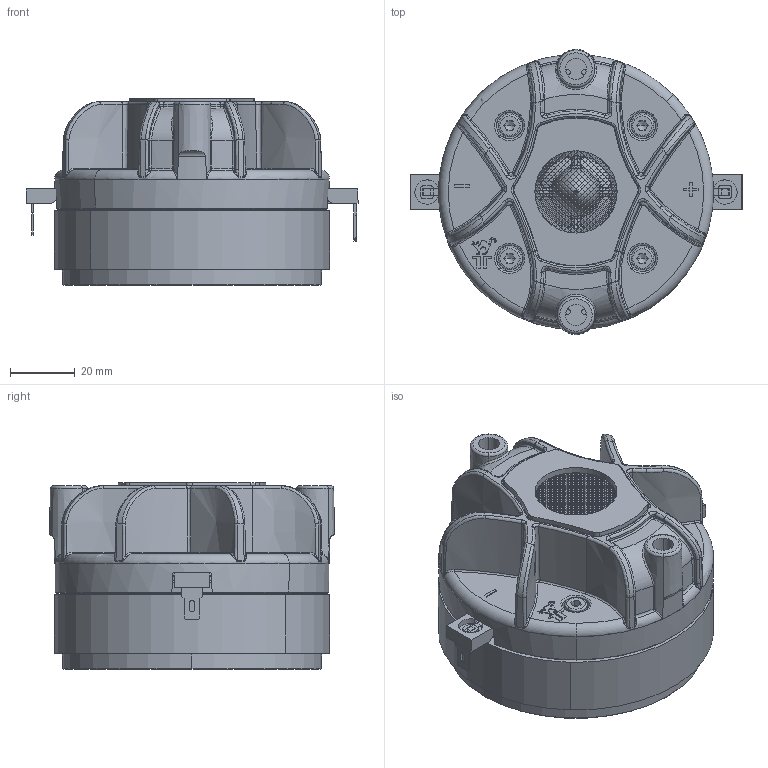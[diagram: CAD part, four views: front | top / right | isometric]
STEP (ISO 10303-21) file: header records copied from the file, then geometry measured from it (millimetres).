
FILE_DESCRIPTION (( 'STEP AP214' ), '1' );
FILE_NAME ('539A 3D.STEP', '2024-05-28T01:44:00', ( '' ), ( '' ), 'SwSTEP 2.0', 'SolidWorks 2021', '' );
FILE_SCHEMA (( 'AUTOMOTIVE_DESIGN' ));
Length unit declared in the file: millimetre
Products named in the file (14): 159-P150-00-Mesh; 159-P160-00 菜え; 6.35×0.8 terminal; 159-P020-00 Plate20221219; T- yoke; voice coil; WJLS-035 囀鞠褒翐芛蹟佪 M4X8_GB_FASTENER_SCREWS_HSHCS M4X8-N; Dome-PEI; Plastic carrier; Al ring for dome assy-01-20200508; 539A 3D; Magnet; 4.8×0.5 terminal; 159-100（101FCD back cover)_tooling_20221215
Assembly tree (16 placements, depth 2):
  539A 3D
    T- yoke
    Magnet
    Dome-PEI
    Plastic carrier
    4.8×0.5 terminal
    6.35×0.8 terminal
    voice coil
    Al ring for dome assy-01-20200508
    159-100（101FCD back cover)_tooling_20221215
    159-P020-00 Plate20221219
    WJLS-035 囀鞠褒翐芛蹟佪 M4X8_GB_FASTENER_SCREWS_HSHCS M4X8-N  x4
    159-P150-00-Mesh
    159-P160-00 菜え
Bounding box: 102.5 x 88.02 x 57.7 mm (x, y, z)
Volume: 194008.8 mm3; surface area: 97076.5 mm2
Topology: 55 solids, 55 shells, 3777 faces, 10302 edges, 6696 vertices
Faces by surface type: plane 2446, bspline 495, cylinder 412, cone 209, torus 188, sphere 27
Entity records: 147141 total; most frequent: CARTESIAN_POINT 47628, ORIENTED_EDGE 20236, DIRECTION 16820, EDGE_CURVE 10118, VECTOR 7102, LINE 7102, VERTEX_POINT 6597, AXIS2_PLACEMENT_3D 4859
